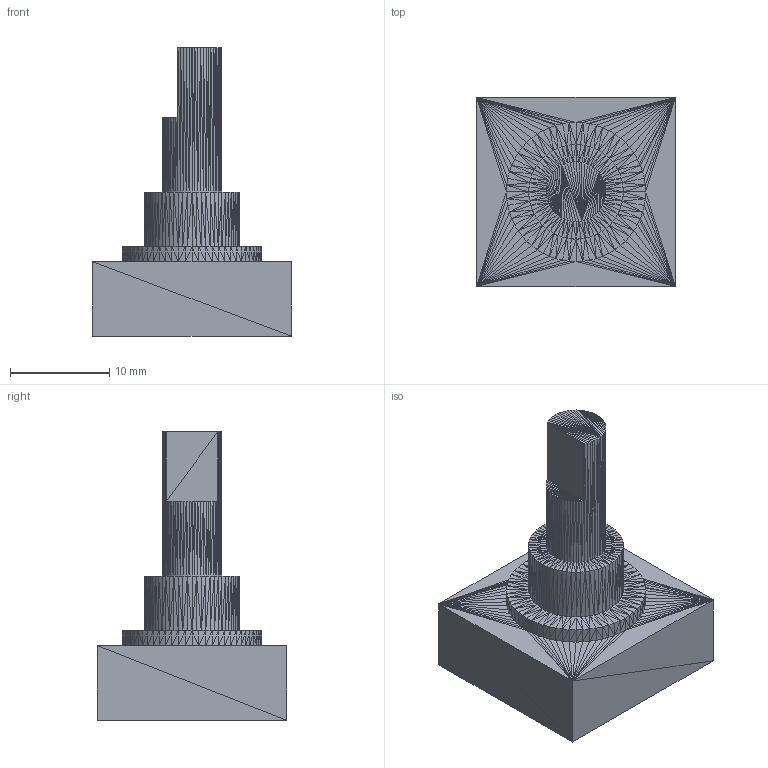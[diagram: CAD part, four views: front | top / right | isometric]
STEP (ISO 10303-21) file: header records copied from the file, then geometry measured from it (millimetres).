
FILE_DESCRIPTION(('FreeCAD Model'),'2;1');
FILE_NAME('Open CASCADE Shape Model','2024-09-18T15:59:34',(''),(''), 'Open CASCADE STEP processor 7.6','FreeCAD','Unknown');
FILE_SCHEMA(('AUTOMOTIVE_DESIGN { 1 0 10303 214 1 1 1 1 }'));
Length unit declared in the file: millimetre
Products named in the file (1): PAC18R_Model001 (Solid)
Bounding box: 20 x 19 x 29 mm (x, y, z)
Volume: 3840.4 mm3; surface area: 1840.6 mm2
Topology: 1 solids, 1 shells, 798 faces, 1197 edges, 401 vertices
Faces by surface type: plane 798
Entity records: 31156 total; most frequent: DIRECTION 5189, CARTESIAN_POINT 4791, LINE 3591, VECTOR 3591, ORIENTED_EDGE 2394, PCURVE 2394, DEFINITIONAL_REPRESENTATION 2394, EDGE_CURVE 1197
